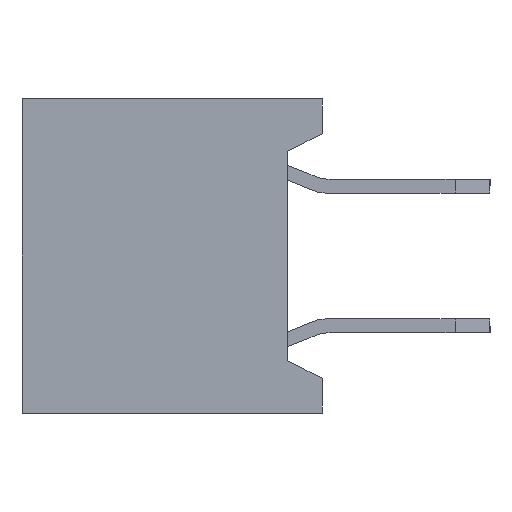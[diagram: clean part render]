
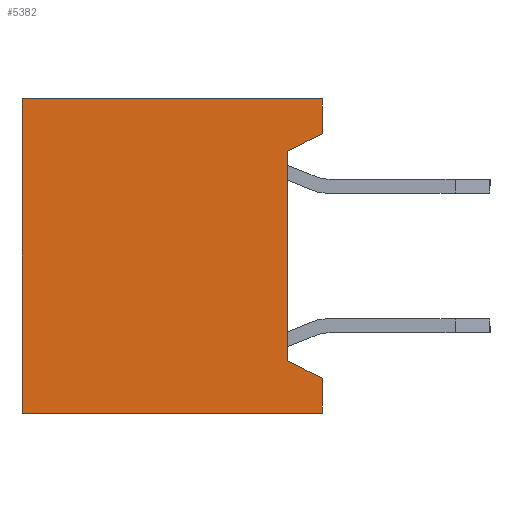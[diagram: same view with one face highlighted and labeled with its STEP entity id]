
A CAD part, left-side view. The second image highlights one B-rep face of the part: STEP entity #5382.
In plain terms, the highlighted planar face has unit normal (-1, 0, 0).
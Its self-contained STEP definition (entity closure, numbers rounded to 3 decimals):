
#122 = CARTESIAN_POINT ( 'NONE',  ( -1.25, 0.5, 1.5 ) ) ;
#168 = ORIENTED_EDGE ( 'NONE', *, *, #10610, .T. ) ;
#444 = LINE ( 'NONE', #7139, #15861 ) ;
#522 = DIRECTION ( 'NONE',  ( 0., 0., -1. ) ) ;
#897 = LINE ( 'NONE', #14281, #4726 ) ;
#1097 = EDGE_CURVE ( 'NONE', #11150, #13274, #2855, .T. ) ;
#1212 = VECTOR ( 'NONE', #7396, 1000. ) ;
#1727 = LINE ( 'NONE', #11204, #12901 ) ;
#1855 = PLANE ( 'NONE',  #7516 ) ;
#2044 = DIRECTION ( 'NONE',  ( 0., -1., 0. ) ) ;
#2623 = ORIENTED_EDGE ( 'NONE', *, *, #14012, .F. ) ;
#2824 = DIRECTION ( 'NONE',  ( 0., 1., 0. ) ) ;
#2855 = LINE ( 'NONE', #122, #15078 ) ;
#3517 = CARTESIAN_POINT ( 'NONE',  ( -1.25, 4.3, -2.25 ) ) ;
#3818 = CARTESIAN_POINT ( 'NONE',  ( -1.25, 0., 2.25 ) ) ;
#4262 = VERTEX_POINT ( 'NONE', #16926 ) ;
#4483 = CARTESIAN_POINT ( 'NONE',  ( -1.25, 4.3, -2.25 ) ) ;
#4726 = VECTOR ( 'NONE', #10192, 1000. ) ;
#4818 = ORIENTED_EDGE ( 'NONE', *, *, #1097, .T. ) ;
#5299 = ORIENTED_EDGE ( 'NONE', *, *, #10857, .T. ) ;
#5382 = ADVANCED_FACE ( 'NONE', ( #11587 ), #1855, .T. ) ;
#5959 = CARTESIAN_POINT ( 'NONE',  ( -1.25, 0.5, 0. ) ) ;
#5967 = DIRECTION ( 'NONE',  ( 0., 0., -1. ) ) ;
#6061 = VERTEX_POINT ( 'NONE', #4483 ) ;
#7139 = CARTESIAN_POINT ( 'NONE',  ( -1.25, 4.3, 0. ) ) ;
#7219 = CARTESIAN_POINT ( 'NONE',  ( -1.25, 0., 0. ) ) ;
#7234 = ORIENTED_EDGE ( 'NONE', *, *, #12327, .F. ) ;
#7396 = DIRECTION ( 'NONE',  ( 0., 0., 1. ) ) ;
#7516 = AXIS2_PLACEMENT_3D ( 'NONE', #11419, #8946, #14371 ) ;
#7714 = EDGE_CURVE ( 'NONE', #11252, #14863, #15009, .T. ) ;
#7768 = CARTESIAN_POINT ( 'NONE',  ( -1.25, 0., 2.25 ) ) ;
#7983 = VERTEX_POINT ( 'NONE', #9375 ) ;
#8003 = EDGE_LOOP ( 'NONE', ( #13456, #5299, #168, #2623, #11655, #14078, #4818, #7234 ) ) ;
#8486 = CARTESIAN_POINT ( 'NONE',  ( -1.25, 0.5, 1.5 ) ) ;
#8537 = VECTOR ( 'NONE', #2824, 1000. ) ;
#8946 = DIRECTION ( 'NONE',  ( -1., 0., 0. ) ) ;
#9375 = CARTESIAN_POINT ( 'NONE',  ( -1.25, 0., -1.75 ) ) ;
#9474 = VERTEX_POINT ( 'NONE', #15502 ) ;
#9643 = EDGE_CURVE ( 'NONE', #7983, #4262, #1727, .T. ) ;
#10082 = LINE ( 'NONE', #5959, #1212 ) ;
#10192 = DIRECTION ( 'NONE',  ( 0., 0., -1. ) ) ;
#10610 = EDGE_CURVE ( 'NONE', #6061, #9474, #12933, .T. ) ;
#10857 = EDGE_CURVE ( 'NONE', #14863, #6061, #444, .T. ) ;
#10940 = DIRECTION ( 'NONE',  ( 0., 0.894, 0.447 ) ) ;
#11150 = VERTEX_POINT ( 'NONE', #8486 ) ;
#11204 = CARTESIAN_POINT ( 'NONE',  ( -1.25, 0., -1.75 ) ) ;
#11252 = VERTEX_POINT ( 'NONE', #3818 ) ;
#11419 = CARTESIAN_POINT ( 'NONE',  ( -1.25, 0., 0. ) ) ;
#11587 = FACE_OUTER_BOUND ( 'NONE', #8003, .T. ) ;
#11655 = ORIENTED_EDGE ( 'NONE', *, *, #9643, .T. ) ;
#12327 = EDGE_CURVE ( 'NONE', #11252, #13274, #12733, .T. ) ;
#12733 = LINE ( 'NONE', #7219, #12893 ) ;
#12893 = VECTOR ( 'NONE', #522, 1000. ) ;
#12901 = VECTOR ( 'NONE', #10940, 1000. ) ;
#12933 = LINE ( 'NONE', #3517, #15585 ) ;
#13274 = VERTEX_POINT ( 'NONE', #15087 ) ;
#13456 = ORIENTED_EDGE ( 'NONE', *, *, #7714, .T. ) ;
#14012 = EDGE_CURVE ( 'NONE', #7983, #9474, #897, .T. ) ;
#14078 = ORIENTED_EDGE ( 'NONE', *, *, #15836, .T. ) ;
#14281 = CARTESIAN_POINT ( 'NONE',  ( -1.25, 0., 0. ) ) ;
#14371 = DIRECTION ( 'NONE',  ( 0., 0., 1. ) ) ;
#14862 = DIRECTION ( 'NONE',  ( 0., -0.894, 0.447 ) ) ;
#14863 = VERTEX_POINT ( 'NONE', #14937 ) ;
#14937 = CARTESIAN_POINT ( 'NONE',  ( -1.25, 4.3, 2.25 ) ) ;
#15009 = LINE ( 'NONE', #7768, #8537 ) ;
#15078 = VECTOR ( 'NONE', #14862, 1000. ) ;
#15087 = CARTESIAN_POINT ( 'NONE',  ( -1.25, 0., 1.75 ) ) ;
#15502 = CARTESIAN_POINT ( 'NONE',  ( -1.25, 0., -2.25 ) ) ;
#15585 = VECTOR ( 'NONE', #2044, 1000. ) ;
#15836 = EDGE_CURVE ( 'NONE', #4262, #11150, #10082, .T. ) ;
#15861 = VECTOR ( 'NONE', #5967, 1000. ) ;
#16926 = CARTESIAN_POINT ( 'NONE',  ( -1.25, 0.5, -1.5 ) ) ;
